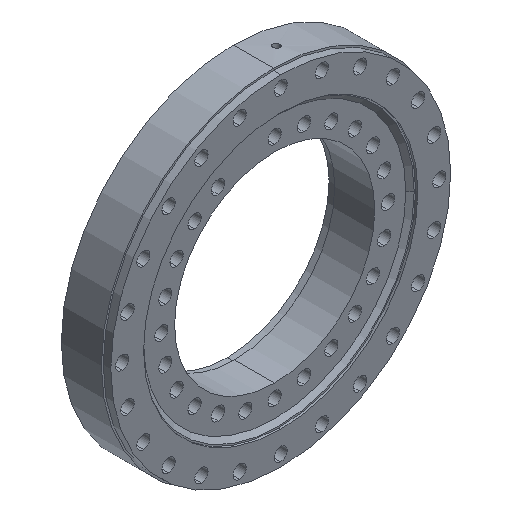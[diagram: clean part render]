
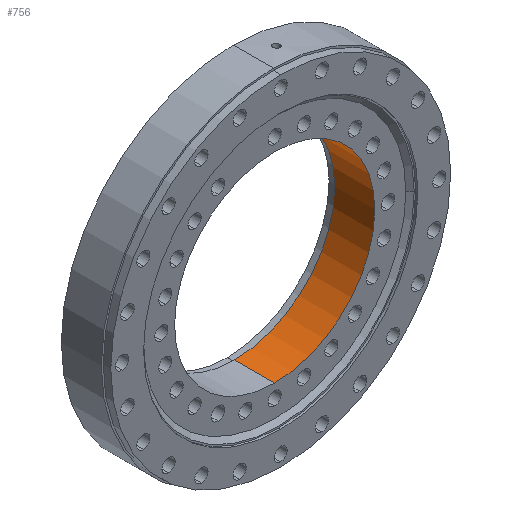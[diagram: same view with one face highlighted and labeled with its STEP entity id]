
A CAD part, isometric view. The second image highlights one B-rep face of the part: STEP entity #756.
In plain terms, the highlighted cylindrical face has radius 132.5 mm (diameter 265 mm), a partial arc.
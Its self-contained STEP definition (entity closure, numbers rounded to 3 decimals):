
#361 = DIRECTION ( 'NONE',  ( 0., 1., 0. ) ) ;
#541 = ORIENTED_EDGE ( 'NONE', *, *, #3093, .T. ) ;
#740 = DIRECTION ( 'NONE',  ( 0., 1., 0. ) ) ;
#756 = ADVANCED_FACE ( 'NONE', ( #3009 ), #1861, .F. ) ;
#938 = VERTEX_POINT ( 'NONE', #5198 ) ;
#949 = AXIS2_PLACEMENT_3D ( 'NONE', #1326, #5250, #2232 ) ;
#986 = CARTESIAN_POINT ( 'NONE',  ( 0., 25.5, -132.5 ) ) ;
#1190 = CARTESIAN_POINT ( 'NONE',  ( 0., -27.5, 132.5 ) ) ;
#1326 = CARTESIAN_POINT ( 'NONE',  ( 0., -27.5, 0. ) ) ;
#1352 = CARTESIAN_POINT ( 'NONE',  ( 0., 25.5, 0. ) ) ;
#1861 = CYLINDRICAL_SURFACE ( 'NONE', #3795, 132.5 ) ;
#1878 = DIRECTION ( 'NONE',  ( 0., 1., 0. ) ) ;
#1917 = ORIENTED_EDGE ( 'NONE', *, *, #2104, .F. ) ;
#1960 = DIRECTION ( 'NONE',  ( 0., 0., 1. ) ) ;
#2020 = CARTESIAN_POINT ( 'NONE',  ( 0., 31.029, 132.5 ) ) ;
#2022 = EDGE_LOOP ( 'NONE', ( #1917, #3496, #541, #4686 ) ) ;
#2104 = EDGE_CURVE ( 'NONE', #5214, #2453, #2457, .T. ) ;
#2194 = VECTOR ( 'NONE', #740, 1000. ) ;
#2232 = DIRECTION ( 'NONE',  ( 0., 0., 1. ) ) ;
#2259 = LINE ( 'NONE', #2020, #2194 ) ;
#2453 = VERTEX_POINT ( 'NONE', #986 ) ;
#2456 = CIRCLE ( 'NONE', #949, 132.5 ) ;
#2457 = LINE ( 'NONE', #4914, #3334 ) ;
#2538 = EDGE_CURVE ( 'NONE', #3044, #5214, #2456, .T. ) ;
#2580 = EDGE_CURVE ( 'NONE', #2453, #938, #4611, .T. ) ;
#3009 = FACE_OUTER_BOUND ( 'NONE', #2022, .T. ) ;
#3044 = VERTEX_POINT ( 'NONE', #1190 ) ;
#3093 = EDGE_CURVE ( 'NONE', #3044, #938, #2259, .T. ) ;
#3312 = CARTESIAN_POINT ( 'NONE',  ( 0., -27.5, -132.5 ) ) ;
#3334 = VECTOR ( 'NONE', #1878, 1000. ) ;
#3496 = ORIENTED_EDGE ( 'NONE', *, *, #2538, .F. ) ;
#3795 = AXIS2_PLACEMENT_3D ( 'NONE', #5178, #361, #1960 ) ;
#3914 = DIRECTION ( 'NONE',  ( 0., -1., 0. ) ) ;
#3991 = AXIS2_PLACEMENT_3D ( 'NONE', #1352, #3914, #4391 ) ;
#4391 = DIRECTION ( 'NONE',  ( 0., 0., 1. ) ) ;
#4611 = CIRCLE ( 'NONE', #3991, 132.5 ) ;
#4686 = ORIENTED_EDGE ( 'NONE', *, *, #2580, .F. ) ;
#4914 = CARTESIAN_POINT ( 'NONE',  ( 0., 31.029, -132.5 ) ) ;
#5178 = CARTESIAN_POINT ( 'NONE',  ( 0., 31.029, 0. ) ) ;
#5198 = CARTESIAN_POINT ( 'NONE',  ( 0., 25.5, 132.5 ) ) ;
#5214 = VERTEX_POINT ( 'NONE', #3312 ) ;
#5250 = DIRECTION ( 'NONE',  ( 0., 1., 0. ) ) ;
